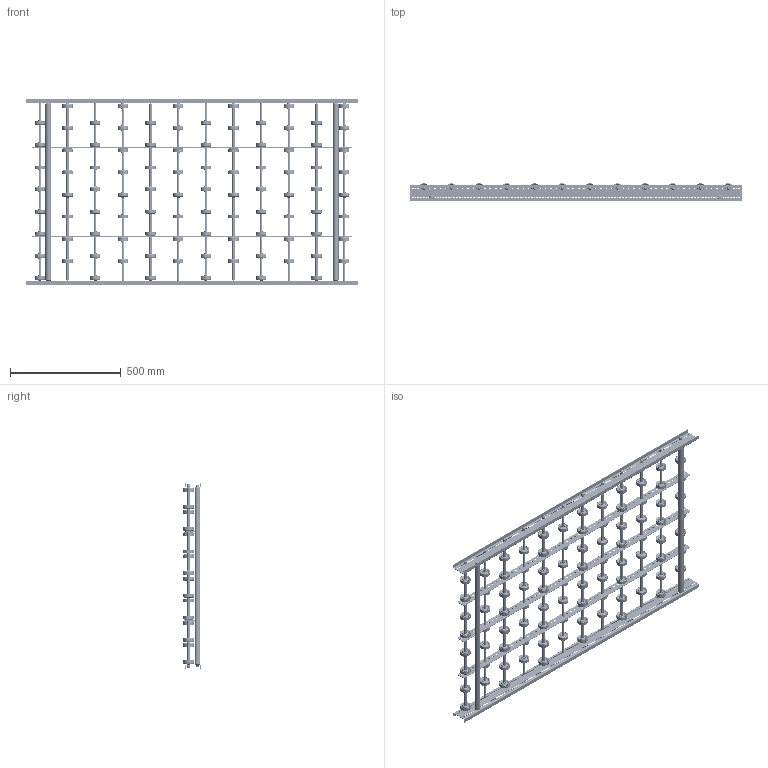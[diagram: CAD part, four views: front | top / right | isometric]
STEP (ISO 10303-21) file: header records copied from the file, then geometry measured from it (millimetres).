
FILE_DESCRIPTION (( 'STEP AP214' ), '1' );
FILE_NAME ('0052555.step', '2021-10-26T13:23:11', ( '' ), ( '' ), 'SwSTEP 2.0', 'SolidWorks 2020', '' );
FILE_SCHEMA (( 'AUTOMOTIVE_DESIGN' ));
Length unit declared in the file: millimetre
Products named in the file (10): Profil_LRB-20x70x20x2_KFG_S100201_U-PROFIL-20-70-20-2-LRB-L=1500; Röllchenachse-für-Konfiguration_EL800 Stahl; S106837_Gewindestange-M8-KFG_L820; Traversen_KFG_L800; 0052555; K0011528_2200-48-8; 0046278_KB-ROHR-12X1,75mm_KFG_L75; Hutmutter_DIN_1587_M8; S100100_Längstraverse-42x2,5_L„ngstraverse-RB-L1449; S100994_Sperrzahnschraube_M08x16-8.8-A2K
Assembly tree (64 placements, depth 3):
  0052555
    Profil_LRB-20x70x20x2_KFG_S100201_U-PROFIL-20-70-20-2-LRB-L=1500  x2
    S100994_Sperrzahnschraube_M08x16-8.8-A2K  x4
    Traversen_KFG_L800  x2
    Röllchenachse-für-Konfiguration_EL800 Stahl  x12
      S106837_Gewindestange-M8-KFG_L820
      0046278_KB-ROHR-12X1,75mm_KFG_L75
      K0011528_2200-48-8
    S100100_Längstraverse-42x2,5_L„ngstraverse-RB-L1449  x3
    Hutmutter_DIN_1587_M8  x24
Bounding box: 1500 x 79 x 840 mm (x, y, z)
Volume: 4077007.8 mm3; surface area: 3173833.6 mm2
Topology: 339 solids, 339 shells, 10634 faces, 22788 edges, 13952 vertices
Faces by surface type: cylinder 4368, torus 2512, plane 2082, cone 1648, bspline 24
Entity records: 30173 total; most frequent: DIRECTION 5355, CARTESIAN_POINT 5007, ORIENTED_EDGE 4484, AXIS2_PLACEMENT_3D 2310, EDGE_CURVE 2242, VERTEX_POINT 1466, EDGE_LOOP 1436, CIRCLE 1427
